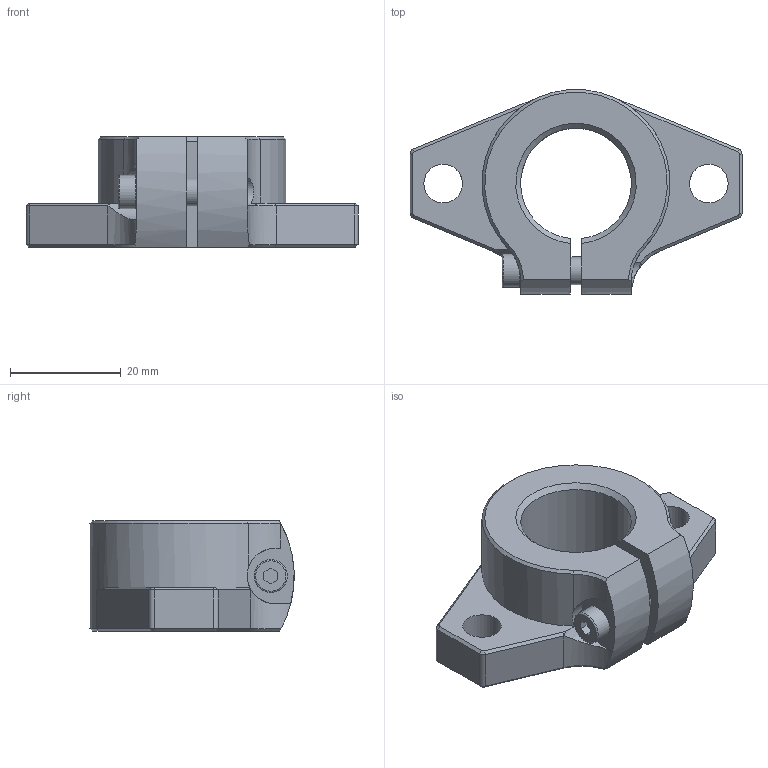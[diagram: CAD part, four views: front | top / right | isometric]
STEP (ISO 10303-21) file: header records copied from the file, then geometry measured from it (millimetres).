
FILE_DESCRIPTION(/* description */ ('STEP AP203'),/* implementation_level */ '2;1');
FILE_NAME(/* name */ 'SHF20',/* time_stamp */ '2022-08-20T08:58:24+02:00',/* author */ ('License CC BY-ND 4.0'),/* organization */ ('CADENAS'),/* preprocessor_version */ 'ST-DEVELOPER v18.102',/* originating_system */ 'PARTsolutions',/* authorisation */ ' ');
FILE_SCHEMA (('CONFIG_CONTROL_DESIGN'));
Length unit declared in the file: millimetre
Products named in the file (3): SHF20; SHF20screw1; SHF20SHF1
Assembly tree (2 placements, depth 2):
  SHF20
    SHF20screw1
    SHF20SHF1
Bounding box: 60 x 36.95 x 20 mm (x, y, z)
Volume: 16643.5 mm3; surface area: 7265.6 mm2
Topology: 2 solids, 2 shells, 80 faces, 197 edges, 122 vertices
Faces by surface type: plane 38, cylinder 21, cone 20, torus 1
Full cylindrical faces by diameter (mm): 5 x3, 6 x1, 7 x2
Entity records: 2408 total; most frequent: CARTESIAN_POINT 465, DIRECTION 395, ORIENTED_EDGE 374, EDGE_CURVE 187, AXIS2_PLACEMENT_3D 147, VERTEX_POINT 121, LINE 101, VECTOR 101
